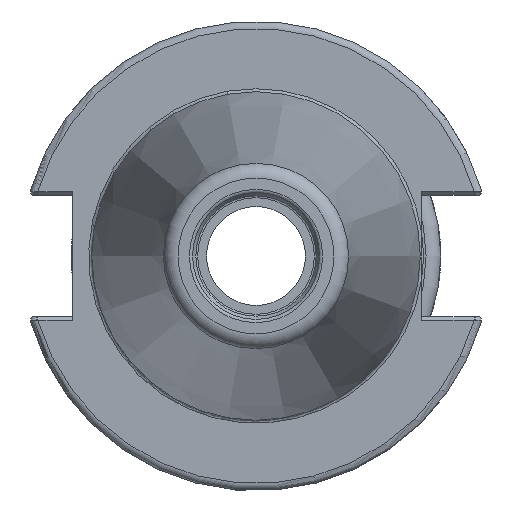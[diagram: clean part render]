
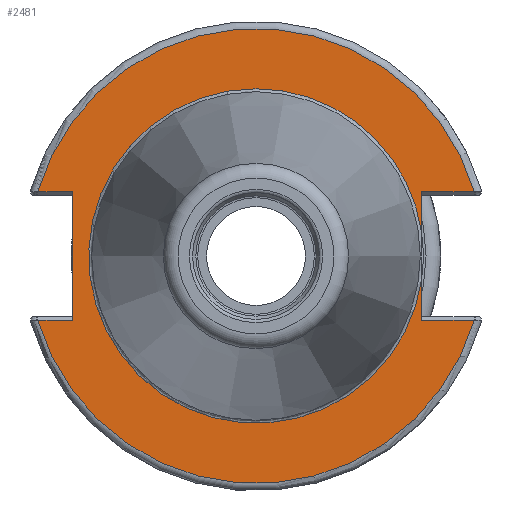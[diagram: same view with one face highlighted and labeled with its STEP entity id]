
A CAD part, left-side view. The second image highlights one B-rep face of the part: STEP entity #2481.
In plain terms, the highlighted planar face has unit normal (-1, 0, 0).
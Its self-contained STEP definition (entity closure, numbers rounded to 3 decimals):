
#83=PLANE('',#2677);
#258=FACE_OUTER_BOUND('',#398,.T.);
#398=EDGE_LOOP('',(#1748,#1749,#1750,#1751,#1752,#1753,#1754,#1755,#1756,
#1757,#1758));
#532=LINE('',#3706,#678);
#539=LINE('',#3828,#685);
#540=LINE('',#3832,#686);
#541=LINE('',#3834,#687);
#542=LINE('',#3836,#688);
#543=LINE('',#3840,#689);
#544=LINE('',#3842,#690);
#678=VECTOR('',#3017,10.);
#685=VECTOR('',#3028,10.);
#686=VECTOR('',#3031,10.);
#687=VECTOR('',#3032,10.);
#688=VECTOR('',#3033,10.);
#689=VECTOR('',#3036,10.);
#690=VECTOR('',#3037,10.);
#855=CIRCLE('',#2678,30.775);
#856=CIRCLE('',#2679,30.775);
#857=CIRCLE('',#2680,22.625);
#858=CIRCLE('',#2681,22.625);
#1006=VERTEX_POINT('',#3703);
#1007=VERTEX_POINT('',#3705);
#1015=VERTEX_POINT('',#3827);
#1016=VERTEX_POINT('',#3829);
#1017=VERTEX_POINT('',#3831);
#1018=VERTEX_POINT('',#3833);
#1019=VERTEX_POINT('',#3835);
#1020=VERTEX_POINT('',#3837);
#1021=VERTEX_POINT('',#3839);
#1022=VERTEX_POINT('',#3841);
#1023=VERTEX_POINT('',#3843);
#1290=EDGE_CURVE('',#1006,#1007,#532,.T.);
#1302=EDGE_CURVE('',#1015,#1007,#539,.T.);
#1303=EDGE_CURVE('',#1016,#1006,#855,.T.);
#1304=EDGE_CURVE('',#1017,#1016,#540,.T.);
#1305=EDGE_CURVE('',#1017,#1018,#541,.T.);
#1306=EDGE_CURVE('',#1019,#1018,#542,.T.);
#1307=EDGE_CURVE('',#1020,#1019,#856,.T.);
#1308=EDGE_CURVE('',#1021,#1020,#543,.T.);
#1309=EDGE_CURVE('',#1021,#1022,#544,.T.);
#1310=EDGE_CURVE('',#1022,#1023,#857,.T.);
#1311=EDGE_CURVE('',#1023,#1015,#858,.T.);
#1748=ORIENTED_EDGE('',*,*,#1302,.T.);
#1749=ORIENTED_EDGE('',*,*,#1290,.F.);
#1750=ORIENTED_EDGE('',*,*,#1303,.F.);
#1751=ORIENTED_EDGE('',*,*,#1304,.F.);
#1752=ORIENTED_EDGE('',*,*,#1305,.T.);
#1753=ORIENTED_EDGE('',*,*,#1306,.F.);
#1754=ORIENTED_EDGE('',*,*,#1307,.F.);
#1755=ORIENTED_EDGE('',*,*,#1308,.F.);
#1756=ORIENTED_EDGE('',*,*,#1309,.T.);
#1757=ORIENTED_EDGE('',*,*,#1310,.T.);
#1758=ORIENTED_EDGE('',*,*,#1311,.T.);
#2481=ADVANCED_FACE('',(#258),#83,.T.);
#2677=AXIS2_PLACEMENT_3D('',#3826,#3026,#3027);
#2678=AXIS2_PLACEMENT_3D('',#3830,#3029,#3030);
#2679=AXIS2_PLACEMENT_3D('',#3838,#3034,#3035);
#2680=AXIS2_PLACEMENT_3D('',#3844,#3038,#3039);
#2681=AXIS2_PLACEMENT_3D('',#3845,#3040,#3041);
#3017=DIRECTION('',(0.,1.,0.));
#3026=DIRECTION('center_axis',(-1.,0.,0.));
#3027=DIRECTION('ref_axis',(0.,0.,1.));
#3028=DIRECTION('',(0.,0.,1.));
#3029=DIRECTION('center_axis',(1.,0.,0.));
#3030=DIRECTION('ref_axis',(0.,0.,-1.));
#3031=DIRECTION('',(0.,1.,0.));
#3032=DIRECTION('',(0.,0.,-1.));
#3033=DIRECTION('',(0.,-1.,0.));
#3034=DIRECTION('center_axis',(1.,0.,0.));
#3035=DIRECTION('ref_axis',(0.,0.,-1.));
#3036=DIRECTION('',(0.,-1.,0.));
#3037=DIRECTION('',(0.,0.,1.));
#3038=DIRECTION('center_axis',(1.,0.,0.));
#3039=DIRECTION('ref_axis',(0.,0.,-1.));
#3040=DIRECTION('center_axis',(1.,0.,0.));
#3041=DIRECTION('ref_axis',(0.,0.,-1.));
#3703=CARTESIAN_POINT('',(1.,-29.523,8.69));
#3705=CARTESIAN_POINT('',(1.,-22.41,8.69));
#3706=CARTESIAN_POINT('',(1.,4.182,8.69));
#3826=CARTESIAN_POINT('Origin',(1.,30.775,0.));
#3827=CARTESIAN_POINT('',(1.,-22.41,3.112));
#3828=CARTESIAN_POINT('',(1.,-22.41,-4.095));
#3829=CARTESIAN_POINT('',(1.,29.523,8.69));
#3830=CARTESIAN_POINT('Origin',(1.,0.,0.));
#3831=CARTESIAN_POINT('',(1.,24.8,8.69));
#3832=CARTESIAN_POINT('',(1.,38.399,8.69));
#3833=CARTESIAN_POINT('',(1.,24.8,-8.69));
#3834=CARTESIAN_POINT('',(1.,24.8,4.095));
#3835=CARTESIAN_POINT('',(1.,29.523,-8.69));
#3836=CARTESIAN_POINT('',(1.,27.788,-8.69));
#3837=CARTESIAN_POINT('',(1.,-29.523,-8.69));
#3838=CARTESIAN_POINT('Origin',(1.,0.,0.));
#3839=CARTESIAN_POINT('',(1.,-22.41,-8.69));
#3840=CARTESIAN_POINT('',(1.,-6.591,-8.69));
#3841=CARTESIAN_POINT('',(1.,-22.41,-3.112));
#3842=CARTESIAN_POINT('',(1.,-22.41,-4.095));
#3843=CARTESIAN_POINT('',(1.,0.,22.625));
#3844=CARTESIAN_POINT('Origin',(1.,0.,0.));
#3845=CARTESIAN_POINT('Origin',(1.,0.,0.));
